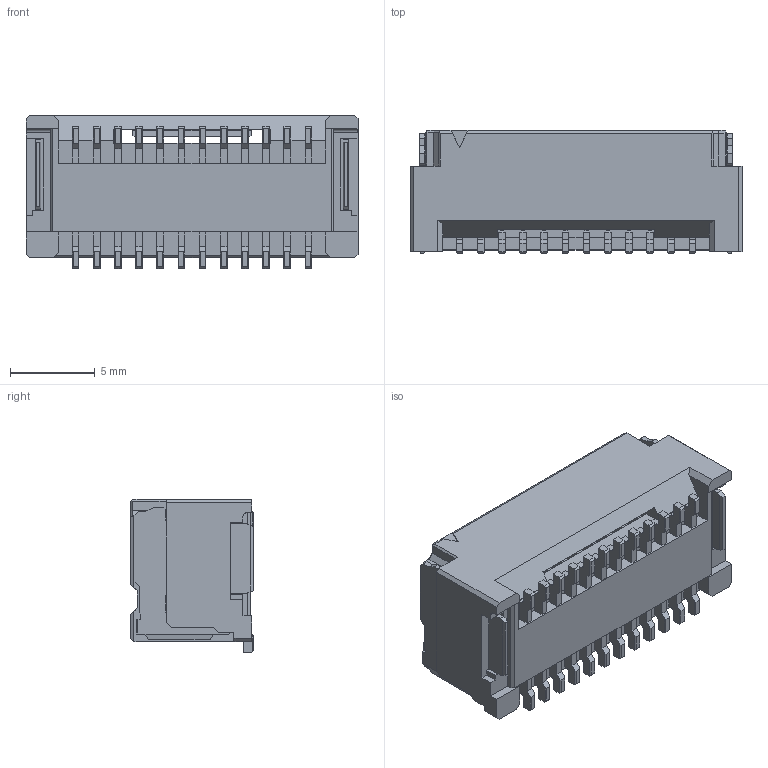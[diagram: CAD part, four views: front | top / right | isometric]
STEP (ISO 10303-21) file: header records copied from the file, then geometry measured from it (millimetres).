
FILE_DESCRIPTION((''),'2;1');
FILE_NAME('5054332471','2020-05-12T',('gga'),(''),'PRO/ENGINEER BY PARAMETRIC TECHNOLOGY CORPORATION, 2016010','PRO/ENGINEER BY PARAMETRIC TECHNOLOGY CORPORATION, 2016010','');
FILE_SCHEMA(('CONFIG_CONTROL_DESIGN'));
Length unit declared in the file: millimetre
Products named in the file (1): 5054332471
Bounding box: 19.6 x 7.25 x 9.05 mm (x, y, z)
Volume: 595.1 mm3; surface area: 1363 mm2
Topology: 1 solids, 1 shells, 816 faces, 2481 edges, 1660 vertices
Faces by surface type: plane 716, cylinder 82, cone 18
Entity records: 27288 total; most frequent: CARTESIAN_POINT 4952, ORIENTED_EDGE 4754, DIRECTION 4259, EDGE_CURVE 2377, VECTOR 2289, LINE 2289, VERTEX_POINT 1556, AXIS2_PLACEMENT_3D 985
